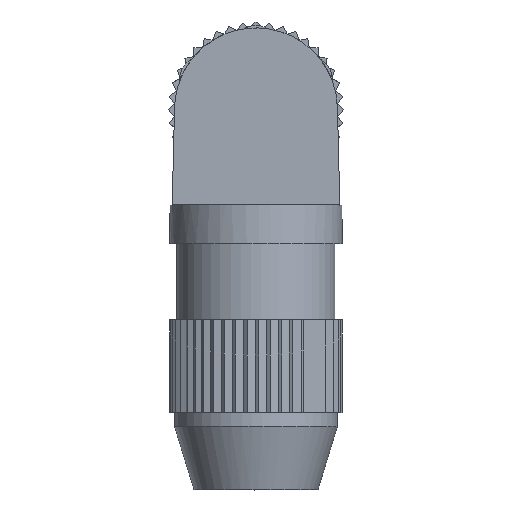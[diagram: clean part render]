
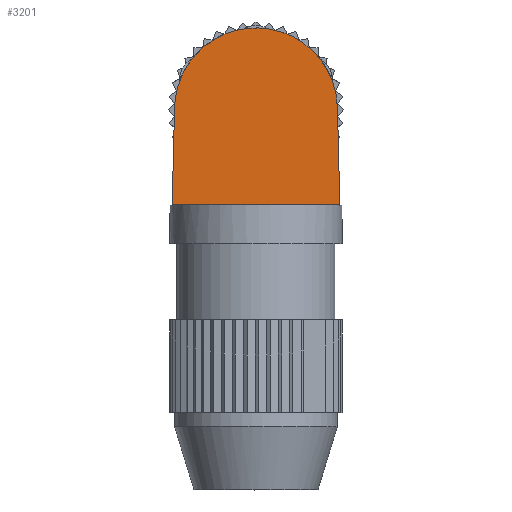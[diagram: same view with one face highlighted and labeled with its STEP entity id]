
A CAD part, top view. The second image highlights one B-rep face of the part: STEP entity #3201.
In plain terms, the highlighted free-form (B-spline) face has degree [1, 1] with [2, 2] control points.
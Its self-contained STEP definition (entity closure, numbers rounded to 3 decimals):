
#121=CARTESIAN_POINT('V442',(-33.263,-15.812,
   -1.));
#122=VERTEX_POINT('V442',#121);
#123=CARTESIAN_POINT('V443',(-29.106,-15.812,
   -1.));
#124=VERTEX_POINT('V443',#123);
#125=CARTESIAN_POINT('E674',(-33.263,-15.812,
   -1.));
#126=CARTESIAN_POINT('E674',(-29.106,-15.812,
   -1.));
#127=B_SPLINE_CURVE_WITH_KNOTS('E674',1,(#125,#126),.POLYLINE_FORM.,
   .F.,.U.,(2,2),(0.355,0.645),
   .UNSPECIFIED.);
#128=EDGE_CURVE('E674',#122,#124,#127,.T.);
#196=CARTESIAN_POINT('V439',(-24.034,-15.812,
   -1.));
#197=VERTEX_POINT('V439',#196);
#203=CARTESIAN_POINT('E675',(-29.106,-15.812,
   -1.));
#204=CARTESIAN_POINT('E675',(-24.034,-15.812,
   -1.));
#205=B_SPLINE_CURVE_WITH_KNOTS('E675',1,(#203,#204),.POLYLINE_FORM.,
   .F.,.U.,(2,2),(0.645,1.0),.UNSPECIFIED.);
#206=EDGE_CURVE('E675',#124,#197,#205,.T.);
#216=CARTESIAN_POINT('V44',(-24.236,-7.493,
   -1.));
#217=VERTEX_POINT('V44',#216);
#218=CARTESIAN_POINT('E669',(-24.034,-15.812,
   -1.));
#219=CARTESIAN_POINT('E669',(-24.236,-7.493,
   -1.));
#220=QUASI_UNIFORM_CURVE('E669',1,(#218,#219),.POLYLINE_FORM.,.F.,
   .U.);
#221=EDGE_CURVE('E669',#197,#217,#220,.T.);
#3153=CARTESIAN_POINT('V436',(-38.334,
   -15.812,-1.));
#3154=VERTEX_POINT('V436',#3153);
#3155=CARTESIAN_POINT('E673',(-38.334,
   -15.812,-1.));
#3156=CARTESIAN_POINT('E673',(-33.263,
   -15.812,-1.));
#3157=B_SPLINE_CURVE_WITH_KNOTS('E673',1,(#3155,#3156),
   .POLYLINE_FORM.,.F.,.U.,(2,2),(0.0,0.355),
   .UNSPECIFIED.);
#3158=EDGE_CURVE('E673',#3154,#122,#3157,.T.);
#3168=CARTESIAN_POINT('F249',(-23.677,-0.334,
   -1.));
#3169=CARTESIAN_POINT('F249',(-38.692,-0.334,
   -1.));
#3170=CARTESIAN_POINT('F249',(-23.677,
   -16.189,-1.));
#3171=CARTESIAN_POINT('F249',(-38.692,
   -16.189,-1.));
#3172=QUASI_UNIFORM_SURFACE('F249',1,1,((#3168,#3170),(#3169,
   #3171)),.PLANE_SURF.,.F.,.F.,.U.);
#3173=CARTESIAN_POINT('V43',(-38.132,-7.493,
   -1.));
#3174=VERTEX_POINT('V43',#3173);
#3175=CARTESIAN_POINT('E665',(-38.334,
   -15.812,-1.));
#3176=CARTESIAN_POINT('E665',(-38.132,-7.493,
   -1.));
#3177=QUASI_UNIFORM_CURVE('E665',1,(#3175,#3176),.POLYLINE_FORM.,.F.,
   .U.);
#3178=EDGE_CURVE('E665',#3154,#3174,#3177,.T.);
#3179=ORIENTED_EDGE('E665',*,*,#3178,.F.);
#3180=ORIENTED_EDGE('E673',*,*,#3158,.T.);
#3181=ORIENTED_EDGE('E674',*,*,#128,.T.);
#3182=ORIENTED_EDGE('F253',*,*,#206,.T.);
#3183=ORIENTED_EDGE('E669',*,*,#221,.T.);
#3184=CARTESIAN_POINT('E64',(-24.236,-7.493,
   -1.));
#3185=CARTESIAN_POINT('E64',(-24.401,-0.712,
   -1.));
#3186=CARTESIAN_POINT('E64',(-31.184,-0.712,
   -1.));
#3187=CARTESIAN_POINT('E64',(-37.967,-0.712,
   -1.));
#3188=CARTESIAN_POINT('E64',(-38.132,-7.493,
   -1.));
#3196=(BOUNDED_CURVE()B_SPLINE_CURVE(2,(#3184,#3185,#3186,#3187,
   #3188),.CIRCULAR_ARC.,.F.,.U.)B_SPLINE_CURVE_WITH_KNOTS((3,2,3),
   (0.0,0.5,1.0),.UNSPECIFIED.)CURVE()
   GEOMETRIC_REPRESENTATION_ITEM()RATIONAL_B_SPLINE_CURVE((1.0,
   0.716,1.0,0.716,1.0))REPRESENTATION_ITEM(
   'E64'));
#3197=EDGE_CURVE('E64',#217,#3174,#3196,.T.);
#3198=ORIENTED_EDGE('E64',*,*,#3197,.T.);
#3199=EDGE_LOOP('F249',(#3179,#3180,#3181,#3182,#3183,#3198));
#3200=FACE_OUTER_BOUND('F249',#3199,.T.);
#3201=ADVANCED_FACE('F249',(#3200),#3172,.T.);
